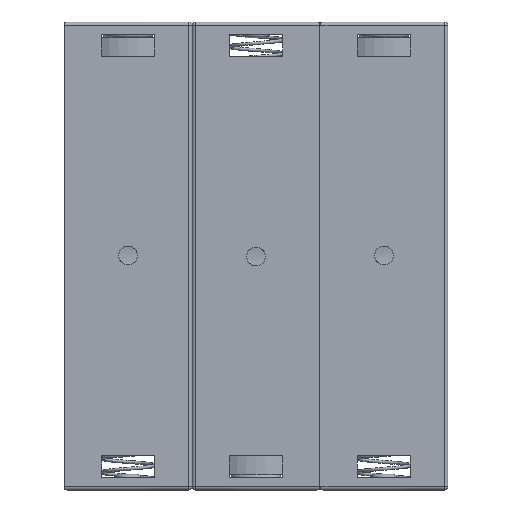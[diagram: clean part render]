
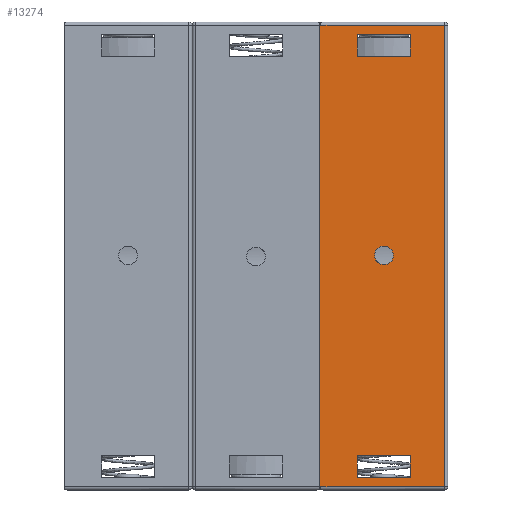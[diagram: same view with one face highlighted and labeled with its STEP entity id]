
A CAD part, front view. The second image highlights one B-rep face of the part: STEP entity #13274.
In plain terms, the highlighted planar face has unit normal (0, -1, 0).
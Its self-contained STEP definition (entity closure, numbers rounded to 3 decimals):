
#805=FACE_BOUND('',#4783,.T.);
#806=FACE_BOUND('',#4784,.T.);
#807=FACE_BOUND('',#4785,.T.);
#1361=LINE('',#25106,#2495);
#1364=LINE('',#25111,#2498);
#1366=LINE('',#25115,#2500);
#1367=LINE('',#25117,#2501);
#1464=LINE('',#25372,#2598);
#1475=LINE('',#25394,#2609);
#1485=LINE('',#25417,#2619);
#1487=LINE('',#25421,#2621);
#1489=LINE('',#25425,#2623);
#1491=LINE('',#25428,#2625);
#1577=LINE('',#25653,#2711);
#1580=LINE('',#25657,#2714);
#2495=VECTOR('',#15683,10.);
#2498=VECTOR('',#15688,10.);
#2500=VECTOR('',#15692,10.);
#2501=VECTOR('',#15695,10.);
#2598=VECTOR('',#15940,10.);
#2609=VECTOR('',#15967,10.);
#2619=VECTOR('',#15985,10.);
#2621=VECTOR('',#15989,10.);
#2623=VECTOR('',#15993,10.);
#2625=VECTOR('',#15997,10.);
#2711=VECTOR('',#16229,10.);
#2714=VECTOR('',#16234,10.);
#3454=PLANE('',#14094);
#4034=FACE_OUTER_BOUND('',#4782,.T.);
#4782=EDGE_LOOP('',(#11350,#11351,#11352,#11353));
#4783=EDGE_LOOP('',(#11354));
#4784=EDGE_LOOP('',(#11355,#11356,#11357,#11358));
#4785=EDGE_LOOP('',(#11359,#11360,#11361,#11362));
#5201=CIRCLE('',#13900,1.5);
#6405=VERTEX_POINT('',#25056);
#6422=VERTEX_POINT('',#25103);
#6423=VERTEX_POINT('',#25105);
#6424=VERTEX_POINT('',#25109);
#6425=VERTEX_POINT('',#25113);
#6499=VERTEX_POINT('',#25338);
#6509=VERTEX_POINT('',#25368);
#6512=VERTEX_POINT('',#25393);
#6520=VERTEX_POINT('',#25414);
#6521=VERTEX_POINT('',#25416);
#6522=VERTEX_POINT('',#25420);
#6523=VERTEX_POINT('',#25424);
#6581=VERTEX_POINT('',#25622);
#7936=EDGE_CURVE('',#6405,#6405,#5201,.T.);
#7960=EDGE_CURVE('',#6423,#6422,#1361,.T.);
#7963=EDGE_CURVE('',#6422,#6424,#1364,.T.);
#7965=EDGE_CURVE('',#6424,#6425,#1366,.T.);
#7966=EDGE_CURVE('',#6425,#6423,#1367,.T.);
#8093=EDGE_CURVE('',#6509,#6499,#1464,.T.);
#8104=EDGE_CURVE('',#6509,#6512,#1475,.T.);
#8116=EDGE_CURVE('',#6521,#6520,#1485,.T.);
#8118=EDGE_CURVE('',#6522,#6521,#1487,.T.);
#8120=EDGE_CURVE('',#6523,#6522,#1489,.T.);
#8122=EDGE_CURVE('',#6520,#6523,#1491,.T.);
#8234=EDGE_CURVE('',#6512,#6581,#1577,.T.);
#8237=EDGE_CURVE('',#6581,#6499,#1580,.T.);
#11350=ORIENTED_EDGE('',*,*,#8104,.F.);
#11351=ORIENTED_EDGE('',*,*,#8093,.T.);
#11352=ORIENTED_EDGE('',*,*,#8237,.F.);
#11353=ORIENTED_EDGE('',*,*,#8234,.F.);
#11354=ORIENTED_EDGE('',*,*,#7936,.T.);
#11355=ORIENTED_EDGE('',*,*,#7960,.T.);
#11356=ORIENTED_EDGE('',*,*,#7963,.T.);
#11357=ORIENTED_EDGE('',*,*,#7965,.T.);
#11358=ORIENTED_EDGE('',*,*,#7966,.T.);
#11359=ORIENTED_EDGE('',*,*,#8116,.T.);
#11360=ORIENTED_EDGE('',*,*,#8122,.T.);
#11361=ORIENTED_EDGE('',*,*,#8120,.T.);
#11362=ORIENTED_EDGE('',*,*,#8118,.T.);
#13274=ADVANCED_FACE('',(#4034,#805,#806,#807),#3454,.T.);
#13900=AXIS2_PLACEMENT_3D('',#25057,#15632,#15633);
#14094=AXIS2_PLACEMENT_3D('',#25677,#16260,#16261);
#15632=DIRECTION('center_axis',(0.,1.,0.));
#15633=DIRECTION('ref_axis',(1.,0.,0.));
#15683=DIRECTION('',(-1.,0.,0.));
#15688=DIRECTION('',(0.,0.,1.));
#15692=DIRECTION('',(1.,0.,0.));
#15695=DIRECTION('',(0.,0.,-1.));
#15940=DIRECTION('',(1.,0.,0.));
#15967=DIRECTION('',(0.,0.,1.));
#15985=DIRECTION('',(1.,0.,0.));
#15989=DIRECTION('',(0.,0.,1.));
#15993=DIRECTION('',(-1.,0.,0.));
#15997=DIRECTION('',(0.,0.,-1.));
#16229=DIRECTION('',(1.,0.,0.));
#16234=DIRECTION('',(0.,0.,-1.));
#16260=DIRECTION('center_axis',(0.,-1.,0.));
#16261=DIRECTION('ref_axis',(-1.,0.,0.));
#25056=CARTESIAN_POINT('',(39.5,-10.,-37.4));
#25057=CARTESIAN_POINT('Origin',(41.,-10.,-37.4));
#25103=CARTESIAN_POINT('',(36.75,-10.,-73.));
#25105=CARTESIAN_POINT('',(45.25,-10.,-73.));
#25106=CARTESIAN_POINT('',(44.,-10.,-73.));
#25109=CARTESIAN_POINT('',(36.75,-10.,-69.5));
#25111=CARTESIAN_POINT('',(36.75,-10.,-34.75));
#25113=CARTESIAN_POINT('',(45.25,-10.,-69.5));
#25115=CARTESIAN_POINT('',(48.25,-10.,-69.5));
#25117=CARTESIAN_POINT('',(45.25,-10.,-36.5));
#25338=CARTESIAN_POINT('',(50.75,-10.,-74.5));
#25368=CARTESIAN_POINT('',(30.75,-10.,-74.5));
#25372=CARTESIAN_POINT('',(46.125,-10.,-74.5));
#25393=CARTESIAN_POINT('',(30.75,-10.,-0.5));
#25394=CARTESIAN_POINT('',(30.75,-10.,-75.));
#25414=CARTESIAN_POINT('',(45.25,-10.,-2.));
#25416=CARTESIAN_POINT('',(36.75,-10.,-2.));
#25417=CARTESIAN_POINT('',(44.,-10.,-2.));
#25420=CARTESIAN_POINT('',(36.75,-10.,-5.5));
#25421=CARTESIAN_POINT('',(36.75,-10.,-2.75));
#25424=CARTESIAN_POINT('',(45.25,-10.,-5.5));
#25425=CARTESIAN_POINT('',(48.25,-10.,-5.5));
#25428=CARTESIAN_POINT('',(45.25,-10.,-1.));
#25622=CARTESIAN_POINT('',(50.75,-10.,-0.5));
#25653=CARTESIAN_POINT('',(46.125,-10.,-0.5));
#25657=CARTESIAN_POINT('',(50.75,-10.,0.));
#25677=CARTESIAN_POINT('Origin',(51.25,-10.,0.));
